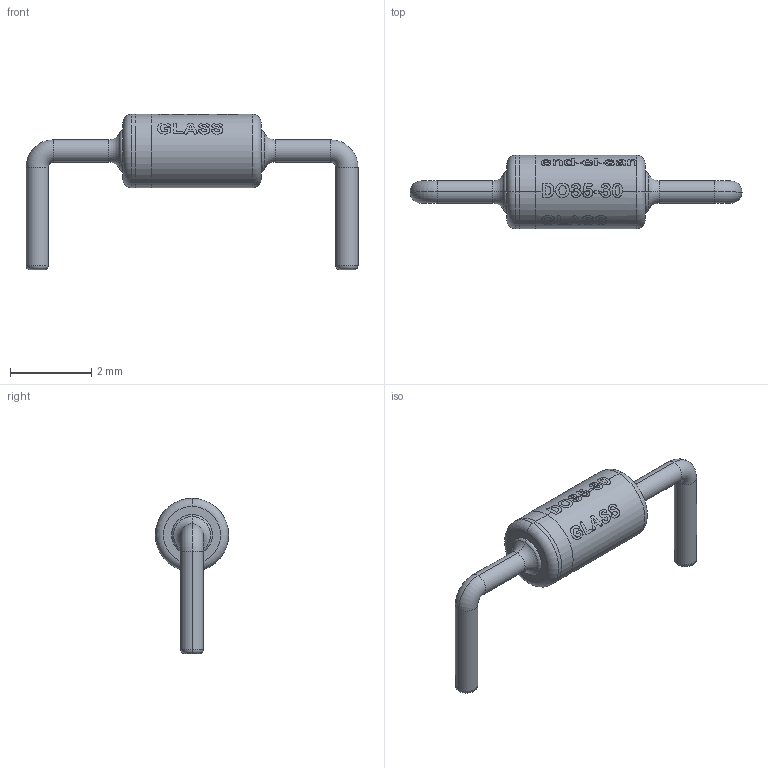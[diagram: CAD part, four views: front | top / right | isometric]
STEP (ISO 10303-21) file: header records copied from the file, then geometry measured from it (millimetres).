
FILE_DESCRIPTION (( 'STEP AP214' ), '1' );
FILE_NAME ('80C695CA-B699-4C98-B763-F4AB10B8A825.STEP', '2022-09-27T20:15:28', ( '' ), ( '' ), 'SwSTEP 2.0', 'SolidWorks 2022', '' );
FILE_SCHEMA (( 'AUTOMOTIVE_DESIGN' ));
Length unit declared in the file: millimetre
Products named in the file (1): 80C695CA-B699-4C98-B763-F4AB10B8A825
Bounding box: 8.17 x 1.8 x 3.82 mm (x, y, z)
Volume: 11 mm3; surface area: 39.7 mm2
Topology: 1 solids, 1 shells, 70 faces, 403 edges, 362 vertices
Faces by surface type: cylinder 44, torus 20, plane 6
Entity records: 5906 total; most frequent: CARTESIAN_POINT 2226, ORIENTED_EDGE 806, EDGE_CURVE 403, VERTEX_POINT 362, DIRECTION 361, B_SPLINE_CURVE_WITH_KNOTS 271, AXIS2_PLACEMENT_3D 158, EDGE_LOOP 97
